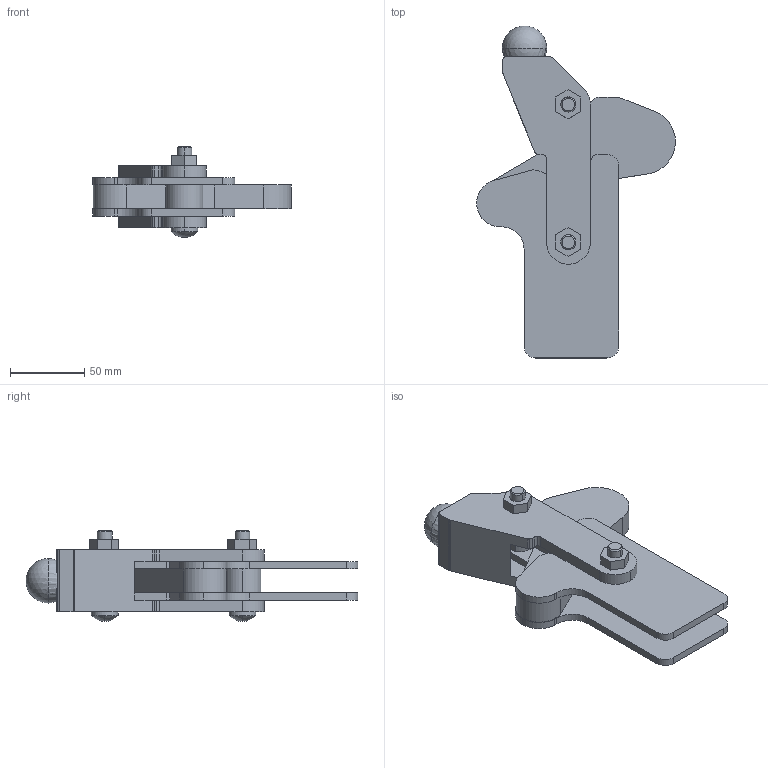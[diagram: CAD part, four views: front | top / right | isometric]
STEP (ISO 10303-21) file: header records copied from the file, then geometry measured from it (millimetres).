
FILE_DESCRIPTION((''),'2;1');
FILE_NAME('M30CH.stp','2006-07-12T08:25:11',('Matthew'),(''),'Autodesk Inventor 8','Autodesk Inventor 8','');
FILE_SCHEMA(('AUTOMOTIVE_DESIGN { 1 0 10303 214 1 1 1 1 }'));
Length unit declared in the file: millimetre
Products named in the file (5): M30CH; M30CH1; M30CH2; M30CH3; M30CH4
Assembly tree (4 placements, depth 2):
  M30CH
    M30CH1
    M30CH2
    M30CH3
    M30CH4
Bounding box: 134.2 x 224.14 x 61.5 mm (x, y, z)
Volume: 323802.1 mm3; surface area: 101814.2 mm2
Topology: 4 solids, 4 shells, 178 faces, 497 edges, 328 vertices
Faces by surface type: cylinder 97, plane 71, sphere 6, cone 4
Entity records: 5956 total; most frequent: DIRECTION 1087, CARTESIAN_POINT 1020, ORIENTED_EDGE 984, EDGE_CURVE 492, AXIS2_PLACEMENT_3D 409, VERTEX_POINT 327, VECTOR 269, LINE 269
